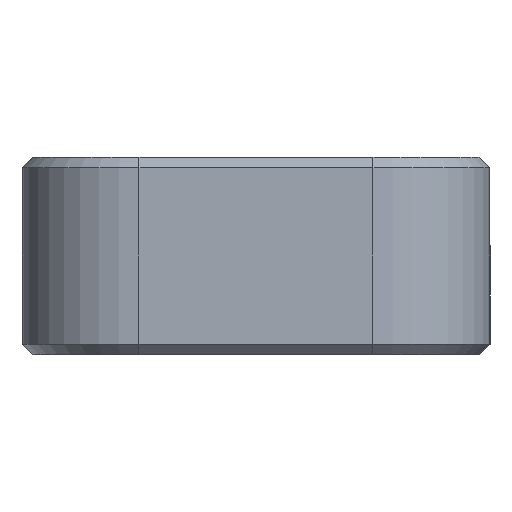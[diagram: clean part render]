
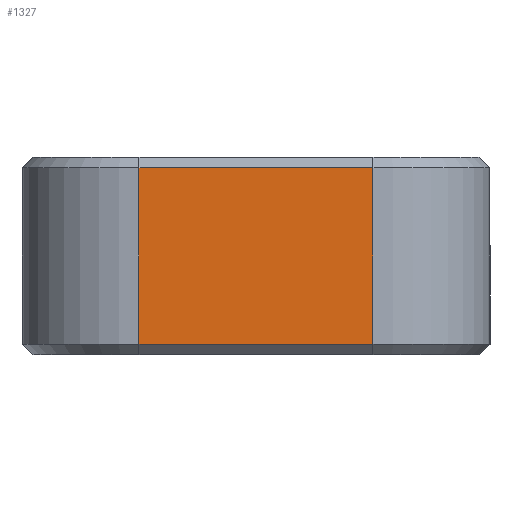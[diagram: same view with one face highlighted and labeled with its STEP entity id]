
A CAD part, left-side view. The second image highlights one B-rep face of the part: STEP entity #1327.
In plain terms, the highlighted planar face has unit normal (-1, 0, 0).
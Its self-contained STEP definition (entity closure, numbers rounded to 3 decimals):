
#44 = CYLINDRICAL_SURFACE('',#45,4.5);
#45 = AXIS2_PLACEMENT_3D('',#46,#47,#48);
#46 = CARTESIAN_POINT('',(-22.5,4.5,0.));
#47 = DIRECTION('',(-0.,-0.,-1.));
#48 = DIRECTION('',(1.,0.,0.));
#276 = EDGE_CURVE('',#277,#279,#281,.T.);
#277 = VERTEX_POINT('',#278);
#278 = CARTESIAN_POINT('',(-27.,4.5,0.4));
#279 = VERTEX_POINT('',#280);
#280 = CARTESIAN_POINT('',(-27.,4.5,7.2));
#281 = SURFACE_CURVE('',#282,(#286,#293),.PCURVE_S1.);
#282 = LINE('',#283,#284);
#283 = CARTESIAN_POINT('',(-27.,4.5,4.6));
#284 = VECTOR('',#285,1.);
#285 = DIRECTION('',(0.,0.,1.));
#286 = PCURVE('',#44,#287);
#287 = DEFINITIONAL_REPRESENTATION('',(#288),#292);
#288 = LINE('',#289,#290);
#289 = CARTESIAN_POINT('',(-3.142,-4.6));
#290 = VECTOR('',#291,1.);
#291 = DIRECTION('',(-0.,-1.));
#292 = ( GEOMETRIC_REPRESENTATION_CONTEXT(2) 
PARAMETRIC_REPRESENTATION_CONTEXT() REPRESENTATION_CONTEXT('2D SPACE',''
  ) );
#293 = PCURVE('',#294,#299);
#294 = PLANE('',#295);
#295 = AXIS2_PLACEMENT_3D('',#296,#297,#298);
#296 = CARTESIAN_POINT('',(-27.,0.,3.8));
#297 = DIRECTION('',(-1.,0.,0.));
#298 = DIRECTION('',(0.,-1.,0.));
#299 = DEFINITIONAL_REPRESENTATION('',(#300),#304);
#300 = LINE('',#301,#302);
#301 = CARTESIAN_POINT('',(-4.5,0.8));
#302 = VECTOR('',#303,1.);
#303 = DIRECTION('',(0.,1.));
#304 = ( GEOMETRIC_REPRESENTATION_CONTEXT(2) 
PARAMETRIC_REPRESENTATION_CONTEXT() REPRESENTATION_CONTEXT('2D SPACE',''
  ) );
#1327 = ADVANCED_FACE('',(#1328),#294,.T.);
#1328 = FACE_BOUND('',#1329,.T.);
#1329 = EDGE_LOOP('',(#1330,#1360,#1386,#1387));
#1330 = ORIENTED_EDGE('',*,*,#1331,.T.);
#1331 = EDGE_CURVE('',#1332,#1334,#1336,.T.);
#1332 = VERTEX_POINT('',#1333);
#1333 = CARTESIAN_POINT('',(-27.,-4.5,0.4));
#1334 = VERTEX_POINT('',#1335);
#1335 = CARTESIAN_POINT('',(-27.,-4.5,7.2));
#1336 = SURFACE_CURVE('',#1337,(#1341,#1348),.PCURVE_S1.);
#1337 = LINE('',#1338,#1339);
#1338 = CARTESIAN_POINT('',(-27.,-4.5,0.));
#1339 = VECTOR('',#1340,1.);
#1340 = DIRECTION('',(0.,0.,1.));
#1341 = PCURVE('',#294,#1342);
#1342 = DEFINITIONAL_REPRESENTATION('',(#1343),#1347);
#1343 = LINE('',#1344,#1345);
#1344 = CARTESIAN_POINT('',(4.5,-3.8));
#1345 = VECTOR('',#1346,1.);
#1346 = DIRECTION('',(0.,1.));
#1347 = ( GEOMETRIC_REPRESENTATION_CONTEXT(2) 
PARAMETRIC_REPRESENTATION_CONTEXT() REPRESENTATION_CONTEXT('2D SPACE',''
  ) );
#1348 = PCURVE('',#1349,#1354);
#1349 = CYLINDRICAL_SURFACE('',#1350,4.5);
#1350 = AXIS2_PLACEMENT_3D('',#1351,#1352,#1353);
#1351 = CARTESIAN_POINT('',(-22.5,-4.5,0.));
#1352 = DIRECTION('',(-0.,-0.,-1.));
#1353 = DIRECTION('',(1.,0.,0.));
#1354 = DEFINITIONAL_REPRESENTATION('',(#1355),#1359);
#1355 = LINE('',#1356,#1357);
#1356 = CARTESIAN_POINT('',(-3.142,0.));
#1357 = VECTOR('',#1358,1.);
#1358 = DIRECTION('',(-0.,-1.));
#1359 = ( GEOMETRIC_REPRESENTATION_CONTEXT(2) 
PARAMETRIC_REPRESENTATION_CONTEXT() REPRESENTATION_CONTEXT('2D SPACE',''
  ) );
#1360 = ORIENTED_EDGE('',*,*,#1361,.T.);
#1361 = EDGE_CURVE('',#1334,#279,#1362,.T.);
#1362 = SURFACE_CURVE('',#1363,(#1367,#1374),.PCURVE_S1.);
#1363 = LINE('',#1364,#1365);
#1364 = CARTESIAN_POINT('',(-27.,-4.5,7.2));
#1365 = VECTOR('',#1366,1.);
#1366 = DIRECTION('',(0.,1.,0.));
#1367 = PCURVE('',#294,#1368);
#1368 = DEFINITIONAL_REPRESENTATION('',(#1369),#1373);
#1369 = LINE('',#1370,#1371);
#1370 = CARTESIAN_POINT('',(4.5,3.4));
#1371 = VECTOR('',#1372,1.);
#1372 = DIRECTION('',(-1.,0.));
#1373 = ( GEOMETRIC_REPRESENTATION_CONTEXT(2) 
PARAMETRIC_REPRESENTATION_CONTEXT() REPRESENTATION_CONTEXT('2D SPACE',''
  ) );
#1374 = PCURVE('',#1375,#1380);
#1375 = PLANE('',#1376);
#1376 = AXIS2_PLACEMENT_3D('',#1377,#1378,#1379);
#1377 = CARTESIAN_POINT('',(-26.8,-4.5,7.4));
#1378 = DIRECTION('',(-0.707,0.,0.707));
#1379 = DIRECTION('',(0.,-1.,0.));
#1380 = DEFINITIONAL_REPRESENTATION('',(#1381),#1385);
#1381 = LINE('',#1382,#1383);
#1382 = CARTESIAN_POINT('',(0.,-0.283));
#1383 = VECTOR('',#1384,1.);
#1384 = DIRECTION('',(-1.,0.));
#1385 = ( GEOMETRIC_REPRESENTATION_CONTEXT(2) 
PARAMETRIC_REPRESENTATION_CONTEXT() REPRESENTATION_CONTEXT('2D SPACE',''
  ) );
#1386 = ORIENTED_EDGE('',*,*,#276,.F.);
#1387 = ORIENTED_EDGE('',*,*,#1388,.F.);
#1388 = EDGE_CURVE('',#1332,#277,#1389,.T.);
#1389 = SURFACE_CURVE('',#1390,(#1394,#1401),.PCURVE_S1.);
#1390 = LINE('',#1391,#1392);
#1391 = CARTESIAN_POINT('',(-27.,-4.5,0.4));
#1392 = VECTOR('',#1393,1.);
#1393 = DIRECTION('',(0.,1.,0.));
#1394 = PCURVE('',#294,#1395);
#1395 = DEFINITIONAL_REPRESENTATION('',(#1396),#1400);
#1396 = LINE('',#1397,#1398);
#1397 = CARTESIAN_POINT('',(4.5,-3.4));
#1398 = VECTOR('',#1399,1.);
#1399 = DIRECTION('',(-1.,0.));
#1400 = ( GEOMETRIC_REPRESENTATION_CONTEXT(2) 
PARAMETRIC_REPRESENTATION_CONTEXT() REPRESENTATION_CONTEXT('2D SPACE',''
  ) );
#1401 = PCURVE('',#1402,#1407);
#1402 = PLANE('',#1403);
#1403 = AXIS2_PLACEMENT_3D('',#1404,#1405,#1406);
#1404 = CARTESIAN_POINT('',(-26.8,-4.5,0.2));
#1405 = DIRECTION('',(0.707,0.,0.707));
#1406 = DIRECTION('',(0.,-1.,0.));
#1407 = DEFINITIONAL_REPRESENTATION('',(#1408),#1412);
#1408 = LINE('',#1409,#1410);
#1409 = CARTESIAN_POINT('',(0.,-0.283));
#1410 = VECTOR('',#1411,1.);
#1411 = DIRECTION('',(-1.,0.));
#1412 = ( GEOMETRIC_REPRESENTATION_CONTEXT(2) 
PARAMETRIC_REPRESENTATION_CONTEXT() REPRESENTATION_CONTEXT('2D SPACE',''
  ) );
